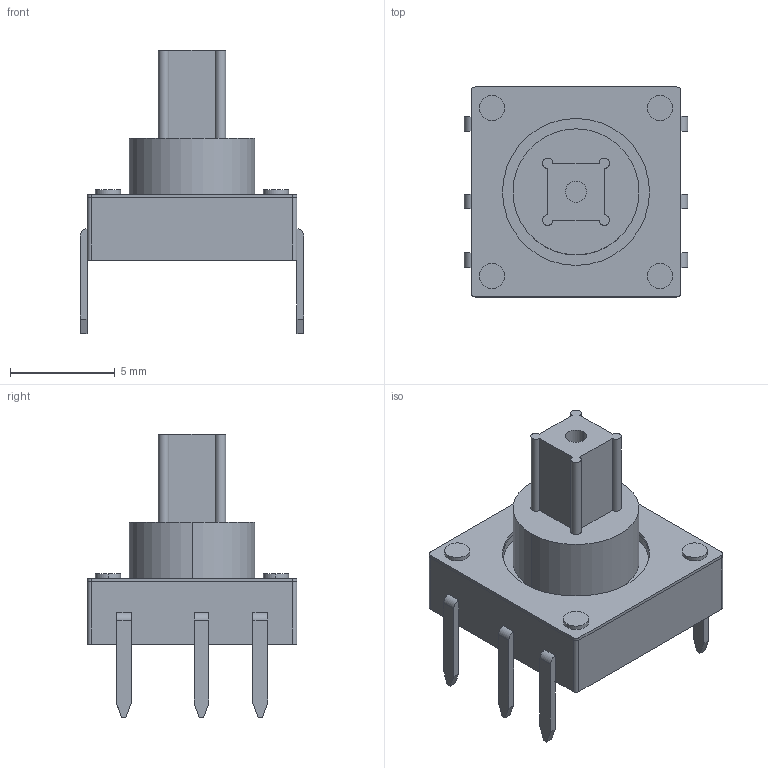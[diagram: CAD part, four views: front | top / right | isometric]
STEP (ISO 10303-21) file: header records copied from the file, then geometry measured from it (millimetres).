
FILE_DESCRIPTION((''),'2;1');
FILE_NAME('SW_ALPS_SKQUCAA010.stp','2011-06-28T10:49:14',(''),(''),'Mechanical Desktop 2011','Mechanical Desktop 2011',', , ');
FILE_SCHEMA(('AUTOMOTIVE_DESIGN { 1 2 10303 214 1 1 1 1 }'));
Length unit declared in the file: millimetre
Products named in the file (1): Product
Bounding box: 10.65 x 10 x 13.5 mm (x, y, z)
Volume: 421.8 mm3; surface area: 731.1 mm2
Topology: 14 solids, 14 shells, 105 faces, 228 edges, 152 vertices
Faces by surface type: plane 50, cylinder 33, bspline 22
Entity records: 2937 total; most frequent: CARTESIAN_POINT 566, DIRECTION 464, ORIENTED_EDGE 456, EDGE_CURVE 228, VECTOR 160, LINE 160, AXIS2_PLACEMENT_3D 152, VERTEX_POINT 152
